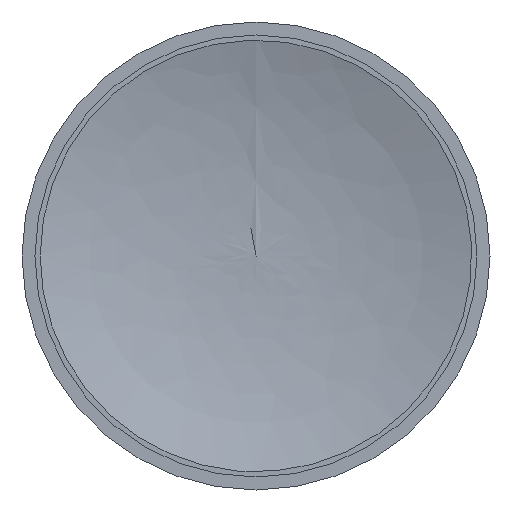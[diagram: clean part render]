
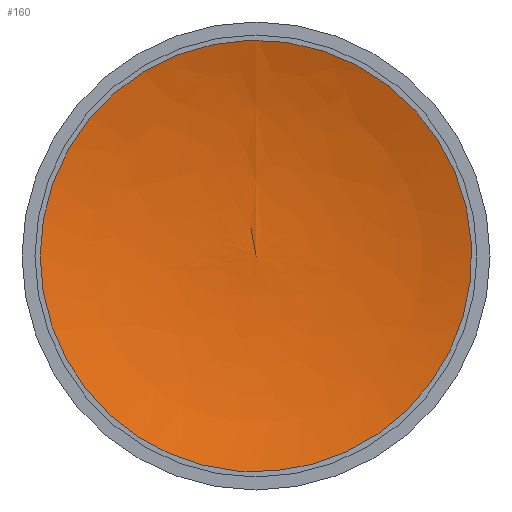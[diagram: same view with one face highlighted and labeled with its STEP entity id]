
A CAD part, front view. The second image highlights one B-rep face of the part: STEP entity #160.
In plain terms, the highlighted free-form (B-spline) face has degree [2, 2] with [3, 9] control points.
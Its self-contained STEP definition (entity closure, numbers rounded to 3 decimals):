
#35=FACE_OUTER_BOUND('',#44,.T.);
#44=EDGE_LOOP('',(#114,#115,#116,#117));
#56=CIRCLE('',#190,42.5);
#57=CIRCLE('',#191,124.);
#58=CIRCLE('',#192,42.5);
#74=VERTEX_POINT('',#299);
#75=VERTEX_POINT('',#300);
#76=VERTEX_POINT('',#302);
#92=EDGE_CURVE('',#74,#75,#56,.T.);
#93=EDGE_CURVE('',#75,#76,#57,.T.);
#94=EDGE_CURVE('',#75,#74,#58,.T.);
#114=ORIENTED_EDGE('',*,*,#92,.T.);
#115=ORIENTED_EDGE('',*,*,#93,.T.);
#116=ORIENTED_EDGE('',*,*,#93,.F.);
#117=ORIENTED_EDGE('',*,*,#94,.T.);
#158=(
BOUNDED_SURFACE()
B_SPLINE_SURFACE(2,2,((#272,#273,#274,#275,#276,#277,#278,#279,#280),(#281,
#282,#283,#284,#285,#286,#287,#288,#289),(#290,#291,#292,#293,#294,#295,
#296,#297,#298)),.UNSPECIFIED.,.F.,.T.,.F.)
B_SPLINE_SURFACE_WITH_KNOTS((3,3),(3,2,2,2,3),(-1.616,-1.268),
(-3.142,-1.571,0.,1.571,3.142),
 .UNSPECIFIED.)
GEOMETRIC_REPRESENTATION_ITEM()
RATIONAL_B_SPLINE_SURFACE(((1.,0.707,1.,0.707,1.,
0.707,1.,0.707,1.),(0.985,0.696,
0.985,0.696,0.985,0.696,
0.985,0.696,0.985),(1.,0.707,
1.,0.707,1.,0.707,1.,0.707,1.)))
REPRESENTATION_ITEM('')
SURFACE()
);
#160=ADVANCED_FACE('',(#35),#158,.T.);
#190=AXIS2_PLACEMENT_3D('',#301,#217,#218);
#191=AXIS2_PLACEMENT_3D('',#303,#219,#220);
#192=AXIS2_PLACEMENT_3D('',#304,#221,#222);
#217=DIRECTION('center_axis',(0.,-1.,0.));
#218=DIRECTION('ref_axis',(1.,0.,0.));
#219=DIRECTION('center_axis',(-1.,0.,0.));
#220=DIRECTION('ref_axis',(0.,0.,1.));
#221=DIRECTION('center_axis',(0.,-1.,0.));
#222=DIRECTION('ref_axis',(1.,0.,0.));
#272=CARTESIAN_POINT('Ctrl Pts',(0.,7.5,0.));
#273=CARTESIAN_POINT('Ctrl Pts',(0.,7.5,
0.));
#274=CARTESIAN_POINT('Ctrl Pts',(0.,7.5,
0.));
#275=CARTESIAN_POINT('Ctrl Pts',(0.,7.5,
0.));
#276=CARTESIAN_POINT('Ctrl Pts',(0.,7.5,0.));
#277=CARTESIAN_POINT('Ctrl Pts',(0.,7.5,
0.));
#278=CARTESIAN_POINT('Ctrl Pts',(0.,7.5,
0.));
#279=CARTESIAN_POINT('Ctrl Pts',(0.,7.5,
0.));
#280=CARTESIAN_POINT('Ctrl Pts',(0.,7.5,0.));
#281=CARTESIAN_POINT('Ctrl Pts',(0.,8.478,21.732));
#282=CARTESIAN_POINT('Ctrl Pts',(-21.732,8.478,21.732));
#283=CARTESIAN_POINT('Ctrl Pts',(-21.732,8.478,0.));
#284=CARTESIAN_POINT('Ctrl Pts',(-21.732,8.478,-21.732));
#285=CARTESIAN_POINT('Ctrl Pts',(0.,8.478,-21.732));
#286=CARTESIAN_POINT('Ctrl Pts',(21.732,8.478,-21.732));
#287=CARTESIAN_POINT('Ctrl Pts',(21.732,8.478,0.));
#288=CARTESIAN_POINT('Ctrl Pts',(21.732,8.478,21.732));
#289=CARTESIAN_POINT('Ctrl Pts',(0.,8.478,21.732));
#290=CARTESIAN_POINT('Ctrl Pts',(0.,2.,42.5));
#291=CARTESIAN_POINT('Ctrl Pts',(-42.5,2.,42.5));
#292=CARTESIAN_POINT('Ctrl Pts',(-42.5,2.,0.));
#293=CARTESIAN_POINT('Ctrl Pts',(-42.5,2.,-42.5));
#294=CARTESIAN_POINT('Ctrl Pts',(0.,2.,-42.5));
#295=CARTESIAN_POINT('Ctrl Pts',(42.5,2.,-42.5));
#296=CARTESIAN_POINT('Ctrl Pts',(42.5,2.,0.));
#297=CARTESIAN_POINT('Ctrl Pts',(42.5,2.,42.5));
#298=CARTESIAN_POINT('Ctrl Pts',(0.,2.,42.5));
#299=CARTESIAN_POINT('',(-42.5,2.,0.));
#300=CARTESIAN_POINT('',(0.,2.,42.5));
#301=CARTESIAN_POINT('Origin',(0.,2.,0.));
#302=CARTESIAN_POINT('',(0.,7.5,0.));
#303=CARTESIAN_POINT('Origin',(0.,-116.375,
5.575));
#304=CARTESIAN_POINT('Origin',(0.,2.,0.));
